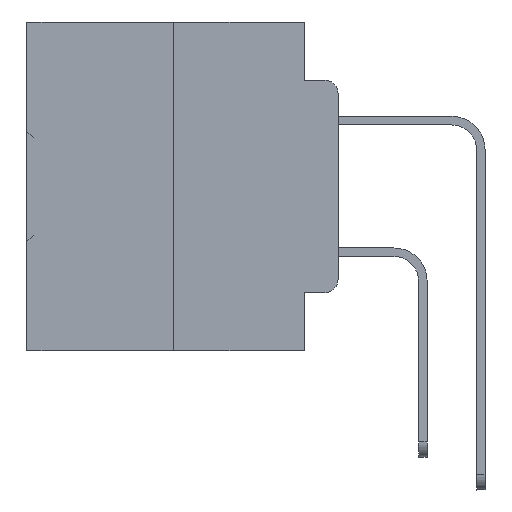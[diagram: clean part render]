
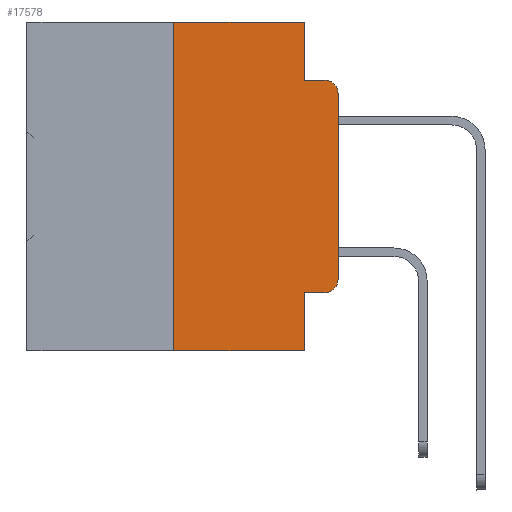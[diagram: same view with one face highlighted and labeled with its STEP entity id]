
A CAD part, left-side view. The second image highlights one B-rep face of the part: STEP entity #17578.
In plain terms, the highlighted planar face has unit normal (-1, 0, 0).
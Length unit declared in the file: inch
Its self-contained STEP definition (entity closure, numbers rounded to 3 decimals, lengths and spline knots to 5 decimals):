
#82 = DIRECTION ( 'NONE',  ( 0., 0., 1. ) ) ;
#2367 = LINE ( 'NONE', #33652, #25855 ) ;
#3775 = LINE ( 'NONE', #30472, #35254 ) ;
#3884 = DIRECTION ( 'NONE',  ( 0., -1., 0. ) ) ;
#4284 = LINE ( 'NONE', #38436, #35727 ) ;
#4295 = VERTEX_POINT ( 'NONE', #36442 ) ;
#5702 = CARTESIAN_POINT ( 'NONE',  ( 0., 0.051, -0.4115 ) ) ;
#6531 = EDGE_CURVE ( 'NONE', #21557, #34503, #27301, .T. ) ;
#7931 = CARTESIAN_POINT ( 'NONE',  ( 0., 0., -0.1085 ) ) ;
#8471 = ORIENTED_EDGE ( 'NONE', *, *, #19661, .T. ) ;
#8635 = EDGE_CURVE ( 'NONE', #24486, #34503, #17697, .T. ) ;
#8850 = CARTESIAN_POINT ( 'NONE',  ( 0., 0.02, -0.4115 ) ) ;
#8863 = DIRECTION ( 'NONE',  ( 0., -1., 0. ) ) ;
#8871 = ORIENTED_EDGE ( 'NONE', *, *, #12800, .T. ) ;
#9485 = DIRECTION ( 'NONE',  ( -1., 0., 0. ) ) ;
#9513 = VECTOR ( 'NONE', #3884, 39.37008 ) ;
#10458 = CARTESIAN_POINT ( 'NONE',  ( 0., 0.473, 0. ) ) ;
#10819 = ORIENTED_EDGE ( 'NONE', *, *, #8635, .T. ) ;
#11275 = VERTEX_POINT ( 'NONE', #23037 ) ;
#12564 = EDGE_CURVE ( 'NONE', #18331, #21398, #4284, .T. ) ;
#12715 = VERTEX_POINT ( 'NONE', #8850 ) ;
#12800 = EDGE_CURVE ( 'NONE', #36368, #24486, #3775, .T. ) ;
#13298 = CARTESIAN_POINT ( 'NONE',  ( 0., 0.25, 0. ) ) ;
#13561 = DIRECTION ( 'NONE',  ( 1., 0., 0. ) ) ;
#13577 = CARTESIAN_POINT ( 'NONE',  ( 0., 0.051, -0.0885 ) ) ;
#13829 = DIRECTION ( 'NONE',  ( -1., 0., 0. ) ) ;
#14985 = CARTESIAN_POINT ( 'NONE',  ( 0., 0., -0.3915 ) ) ;
#15057 = FACE_OUTER_BOUND ( 'NONE', #39111, .T. ) ;
#16089 = DIRECTION ( 'NONE',  ( 0., 0., -1. ) ) ;
#16163 = ORIENTED_EDGE ( 'NONE', *, *, #12564, .T. ) ;
#16788 = CARTESIAN_POINT ( 'NONE',  ( 0., 0.051, 0. ) ) ;
#17302 = DIRECTION ( 'NONE',  ( 0., -1., 0. ) ) ;
#17578 = ADVANCED_FACE ( 'NONE', ( #15057 ), #28599, .F. ) ;
#17608 = EDGE_CURVE ( 'NONE', #12715, #36368, #22139, .T. ) ;
#17697 = CIRCLE ( 'NONE', #35305, 0.02 ) ;
#18331 = VERTEX_POINT ( 'NONE', #19985 ) ;
#18460 = ORIENTED_EDGE ( 'NONE', *, *, #6531, .F. ) ;
#19307 = VECTOR ( 'NONE', #37635, 39.37008 ) ;
#19518 = CARTESIAN_POINT ( 'NONE',  ( 0., 0.02, -0.0885 ) ) ;
#19661 = EDGE_CURVE ( 'NONE', #11275, #12715, #30469, .T. ) ;
#19985 = CARTESIAN_POINT ( 'NONE',  ( 0., 0.25, -0.5 ) ) ;
#20859 = CARTESIAN_POINT ( 'NONE',  ( 0., 0.051, -0.0885 ) ) ;
#21398 = VERTEX_POINT ( 'NONE', #29160 ) ;
#21499 = VECTOR ( 'NONE', #8863, 39.37008 ) ;
#21501 = DIRECTION ( 'NONE',  ( 0., 0., 1. ) ) ;
#21557 = VERTEX_POINT ( 'NONE', #20859 ) ;
#21790 = ORIENTED_EDGE ( 'NONE', *, *, #33791, .F. ) ;
#22139 = CIRCLE ( 'NONE', #33733, 0.02 ) ;
#23037 = CARTESIAN_POINT ( 'NONE',  ( 0., 0.051, -0.4115 ) ) ;
#24486 = VERTEX_POINT ( 'NONE', #7931 ) ;
#24651 = ORIENTED_EDGE ( 'NONE', *, *, #17608, .T. ) ;
#25293 = CARTESIAN_POINT ( 'NONE',  ( 0., 0.473, 0. ) ) ;
#25657 = LINE ( 'NONE', #25293, #9513 ) ;
#25850 = DIRECTION ( 'NONE',  ( 0., 0., -1. ) ) ;
#25855 = VECTOR ( 'NONE', #82, 39.37008 ) ;
#26585 = LINE ( 'NONE', #31106, #33687 ) ;
#27301 = LINE ( 'NONE', #13577, #19307 ) ;
#27651 = CARTESIAN_POINT ( 'NONE',  ( 0., 0.02, -0.1085 ) ) ;
#27916 = ORIENTED_EDGE ( 'NONE', *, *, #29794, .F. ) ;
#28493 = VECTOR ( 'NONE', #25850, 39.37008 ) ;
#28599 = PLANE ( 'NONE',  #29676 ) ;
#29160 = CARTESIAN_POINT ( 'NONE',  ( 0., 0.051, -0.5 ) ) ;
#29676 = AXIS2_PLACEMENT_3D ( 'NONE', #10458, #13561, #34685 ) ;
#29737 = EDGE_CURVE ( 'NONE', #11275, #21398, #26585, .T. ) ;
#29794 = EDGE_CURVE ( 'NONE', #33122, #4295, #25657, .T. ) ;
#30469 = LINE ( 'NONE', #5702, #21499 ) ;
#30472 = CARTESIAN_POINT ( 'NONE',  ( 0., 0., 0. ) ) ;
#30692 = DIRECTION ( 'NONE',  ( 0., 0., -1. ) ) ;
#31106 = CARTESIAN_POINT ( 'NONE',  ( 0., 0.051, 0. ) ) ;
#31912 = CARTESIAN_POINT ( 'NONE',  ( 0., 0.02, -0.3915 ) ) ;
#33122 = VERTEX_POINT ( 'NONE', #13298 ) ;
#33652 = CARTESIAN_POINT ( 'NONE',  ( 0., 0.25, 0. ) ) ;
#33687 = VECTOR ( 'NONE', #16089, 39.37008 ) ;
#33733 = AXIS2_PLACEMENT_3D ( 'NONE', #31912, #13829, #34940 ) ;
#33791 = EDGE_CURVE ( 'NONE', #18331, #33122, #2367, .T. ) ;
#34503 = VERTEX_POINT ( 'NONE', #19518 ) ;
#34685 = DIRECTION ( 'NONE',  ( 0., 0., -1. ) ) ;
#34940 = DIRECTION ( 'NONE',  ( 0., 0., -1. ) ) ;
#35254 = VECTOR ( 'NONE', #21501, 39.37008 ) ;
#35305 = AXIS2_PLACEMENT_3D ( 'NONE', #27651, #9485, #30692 ) ;
#35727 = VECTOR ( 'NONE', #17302, 39.37008 ) ;
#35800 = EDGE_CURVE ( 'NONE', #4295, #21557, #36534, .T. ) ;
#36368 = VERTEX_POINT ( 'NONE', #14985 ) ;
#36406 = ORIENTED_EDGE ( 'NONE', *, *, #35800, .F. ) ;
#36442 = CARTESIAN_POINT ( 'NONE',  ( 0., 0.051, 0. ) ) ;
#36534 = LINE ( 'NONE', #16788, #28493 ) ;
#37635 = DIRECTION ( 'NONE',  ( 0., -1., 0. ) ) ;
#37909 = ORIENTED_EDGE ( 'NONE', *, *, #29737, .F. ) ;
#38436 = CARTESIAN_POINT ( 'NONE',  ( 0., 0.473, -0.5 ) ) ;
#39111 = EDGE_LOOP ( 'NONE', ( #8871, #10819, #18460, #36406, #27916, #21790, #16163, #37909, #8471, #24651 ) ) ;
